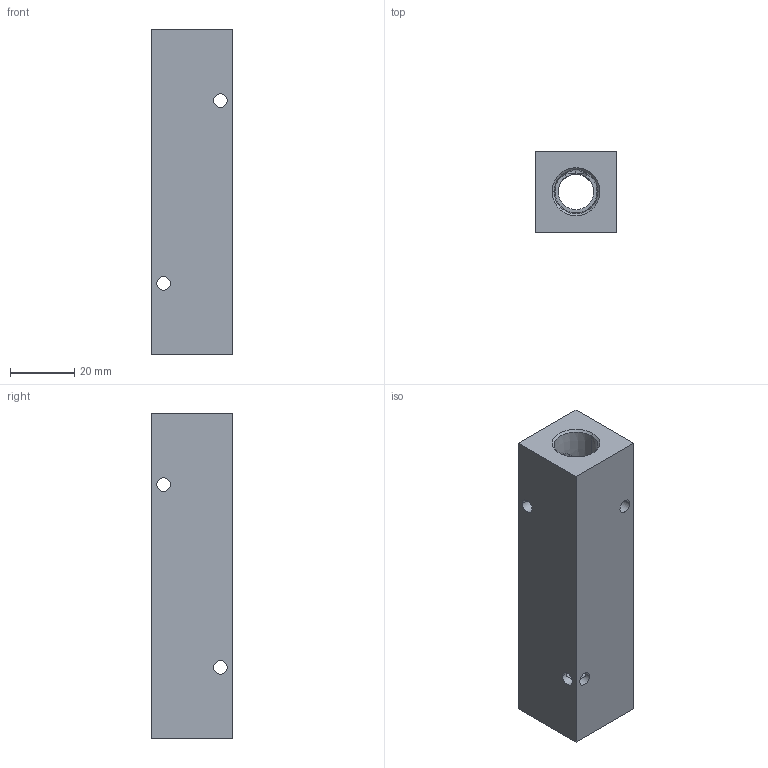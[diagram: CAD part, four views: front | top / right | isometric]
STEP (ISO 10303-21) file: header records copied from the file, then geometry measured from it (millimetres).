
FILE_DESCRIPTION (( 'STEP AP203' ), '1' );
FILE_NAME ('MRS-5CB.step', '2015-12-02T21:11:43', ( '' ), ( '' ), 'SwSTEP 2.0', 'SolidWorks 2015', '' );
FILE_SCHEMA (( 'CONFIG_CONTROL_DESIGN' ));
Length unit declared in the file: inch
Products named in the file (1): MRS-5CB
Bounding box: 25.4 x 25.4 x 101.6 mm (x, y, z)
Volume: 50449 mm3; surface area: 16723.4 mm2
Topology: 1 solids, 1 shells, 68 faces, 181 edges, 112 vertices
Faces by surface type: cone 28, cylinder 27, plane 13
Entity records: 2604 total; most frequent: CARTESIAN_POINT 817, ORIENTED_EDGE 362, DIRECTION 357, EDGE_CURVE 181, AXIS2_PLACEMENT_3D 144, VERTEX_POINT 112, EDGE_LOOP 89, CIRCLE 75
